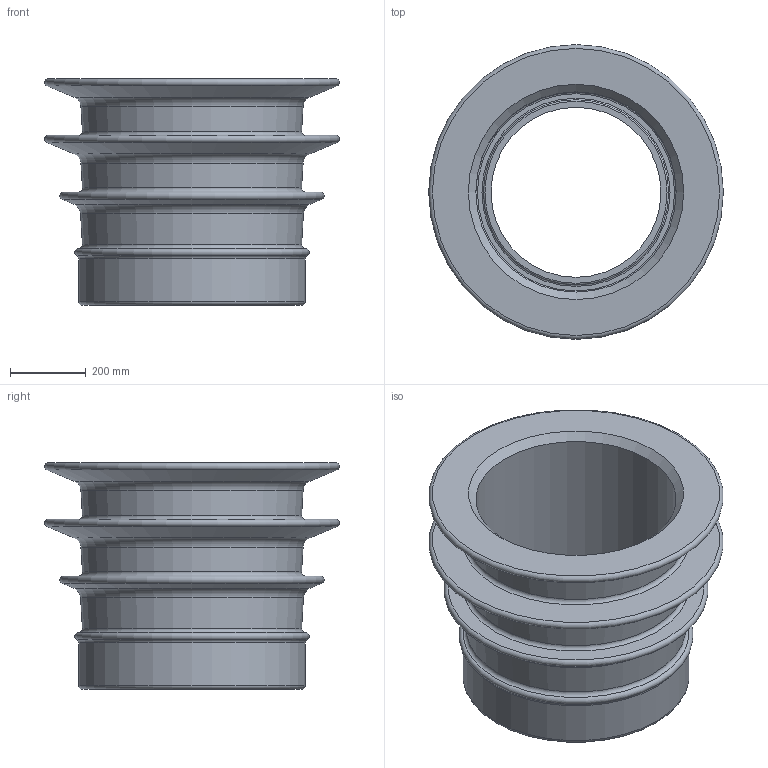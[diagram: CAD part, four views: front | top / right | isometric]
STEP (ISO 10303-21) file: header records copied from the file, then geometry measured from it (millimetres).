
FILE_DESCRIPTION(/* description */ (''),/* implementation_level */ '2;1');
FILE_NAME(/* name */ '00941.050X_3D.stp',/* time_stamp */ '2025-05-05T08:40:09+02:00',/* author */ ('N.Hausmann'),/* organization */ (''),/* preprocessor_version */ 'ST-DEVELOPER v20',/* originating_system */ 'AutoCAD Mechanical',/* authorisation */ '');
FILE_SCHEMA (('AUTOMOTIVE_DESIGN { 1 0 10303 214 3 1 1 }'));
Length unit declared in the file: centimetre
Products named in the file (2): Product; *S0
Assembly tree (1 placements, depth 2):
  Product
    *S0
Bounding box: 779.99 x 779.99 x 600 mm (x, y, z)
Volume: 52137932.6 mm3; surface area: 3342837 mm2
Topology: 1 solids, 1 shells, 973 faces, 2630 edges, 1747 vertices
Faces by surface type: plane 534, bspline 412, torus 16, cone 7, cylinder 4
Full cylindrical faces by diameter (mm): 450 x1, 490 x1, 530 x1, 600 x1
Entity records: 32442 total; most frequent: CARTESIAN_POINT 10709, ORIENTED_EDGE 5260, DIRECTION 2985, EDGE_CURVE 2630, LINE 1755, VECTOR 1755, VERTEX_POINT 1747, EDGE_LOOP 1063
